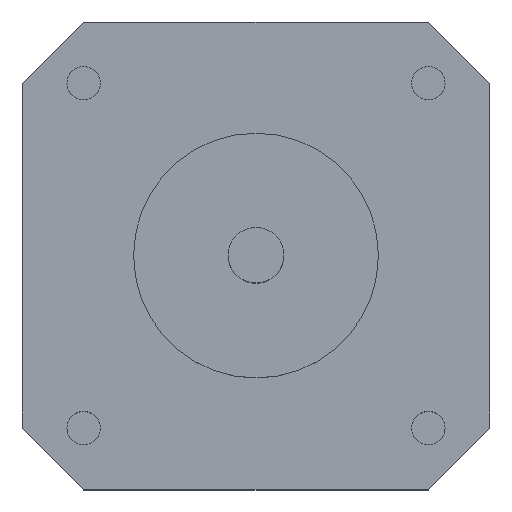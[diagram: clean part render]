
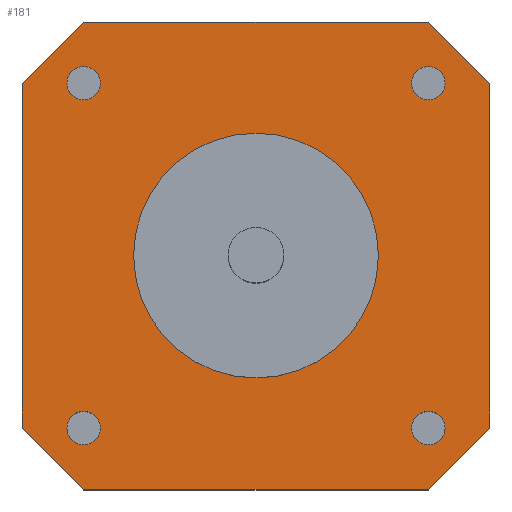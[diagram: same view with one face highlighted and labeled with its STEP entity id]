
A CAD part, top view. The second image highlights one B-rep face of the part: STEP entity #181.
In plain terms, the highlighted planar face has unit normal (0, 0, 1).
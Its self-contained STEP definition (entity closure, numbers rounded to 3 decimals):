
#54 = VERTEX_POINT('',#55);
#55 = CARTESIAN_POINT('',(-15.5,21.,30.));
#61 = EDGE_CURVE('',#54,#62,#64,.T.);
#62 = VERTEX_POINT('',#63);
#63 = CARTESIAN_POINT('',(15.5,21.,30.));
#64 = LINE('',#65,#66);
#65 = CARTESIAN_POINT('',(-21.,21.,30.));
#66 = VECTOR('',#67,1.);
#67 = DIRECTION('',(1.,0.,0.));
#132 = EDGE_CURVE('',#54,#133,#135,.T.);
#133 = VERTEX_POINT('',#134);
#134 = CARTESIAN_POINT('',(-21.,15.5,30.));
#135 = LINE('',#136,#137);
#136 = CARTESIAN_POINT('',(-18.25,18.25,30.));
#137 = VECTOR('',#138,1.);
#138 = DIRECTION('',(-0.707,-0.707,0.));
#181 = ADVANCED_FACE('',(#182,#232,#243,#254,#265),#276,.F.);
#182 = FACE_BOUND('',#183,.F.);
#183 = EDGE_LOOP('',(#184,#185,#193,#201,#209,#217,#225,#231));
#184 = ORIENTED_EDGE('',*,*,#61,.T.);
#185 = ORIENTED_EDGE('',*,*,#186,.T.);
#186 = EDGE_CURVE('',#62,#187,#189,.T.);
#187 = VERTEX_POINT('',#188);
#188 = CARTESIAN_POINT('',(21.,15.5,30.));
#189 = LINE('',#190,#191);
#190 = CARTESIAN_POINT('',(18.25,18.25,30.));
#191 = VECTOR('',#192,1.);
#192 = DIRECTION('',(0.707,-0.707,0.));
#193 = ORIENTED_EDGE('',*,*,#194,.T.);
#194 = EDGE_CURVE('',#187,#195,#197,.T.);
#195 = VERTEX_POINT('',#196);
#196 = CARTESIAN_POINT('',(21.,-15.5,30.));
#197 = LINE('',#198,#199);
#198 = CARTESIAN_POINT('',(21.,21.,30.));
#199 = VECTOR('',#200,1.);
#200 = DIRECTION('',(0.,-1.,0.));
#201 = ORIENTED_EDGE('',*,*,#202,.T.);
#202 = EDGE_CURVE('',#195,#203,#205,.T.);
#203 = VERTEX_POINT('',#204);
#204 = CARTESIAN_POINT('',(15.5,-21.,30.));
#205 = LINE('',#206,#207);
#206 = CARTESIAN_POINT('',(18.25,-18.25,30.));
#207 = VECTOR('',#208,1.);
#208 = DIRECTION('',(-0.707,-0.707,0.));
#209 = ORIENTED_EDGE('',*,*,#210,.T.);
#210 = EDGE_CURVE('',#203,#211,#213,.T.);
#211 = VERTEX_POINT('',#212);
#212 = CARTESIAN_POINT('',(-15.5,-21.,30.));
#213 = LINE('',#214,#215);
#214 = CARTESIAN_POINT('',(21.,-21.,30.));
#215 = VECTOR('',#216,1.);
#216 = DIRECTION('',(-1.,0.,0.));
#217 = ORIENTED_EDGE('',*,*,#218,.F.);
#218 = EDGE_CURVE('',#219,#211,#221,.T.);
#219 = VERTEX_POINT('',#220);
#220 = CARTESIAN_POINT('',(-21.,-15.5,30.));
#221 = LINE('',#222,#223);
#222 = CARTESIAN_POINT('',(-18.25,-18.25,30.));
#223 = VECTOR('',#224,1.);
#224 = DIRECTION('',(0.707,-0.707,0.));
#225 = ORIENTED_EDGE('',*,*,#226,.T.);
#226 = EDGE_CURVE('',#219,#133,#227,.T.);
#227 = LINE('',#228,#229);
#228 = CARTESIAN_POINT('',(-21.,-21.,30.));
#229 = VECTOR('',#230,1.);
#230 = DIRECTION('',(0.,1.,0.));
#231 = ORIENTED_EDGE('',*,*,#132,.F.);
#232 = FACE_BOUND('',#233,.F.);
#233 = EDGE_LOOP('',(#234));
#234 = ORIENTED_EDGE('',*,*,#235,.T.);
#235 = EDGE_CURVE('',#236,#236,#238,.T.);
#236 = VERTEX_POINT('',#237);
#237 = CARTESIAN_POINT('',(-17.,-15.5,30.));
#238 = CIRCLE('',#239,1.5);
#239 = AXIS2_PLACEMENT_3D('',#240,#241,#242);
#240 = CARTESIAN_POINT('',(-15.5,-15.5,30.));
#241 = DIRECTION('',(0.,0.,1.));
#242 = DIRECTION('',(-1.,0.,0.));
#243 = FACE_BOUND('',#244,.F.);
#244 = EDGE_LOOP('',(#245));
#245 = ORIENTED_EDGE('',*,*,#246,.T.);
#246 = EDGE_CURVE('',#247,#247,#249,.T.);
#247 = VERTEX_POINT('',#248);
#248 = CARTESIAN_POINT('',(15.5,-17.,30.));
#249 = CIRCLE('',#250,1.5);
#250 = AXIS2_PLACEMENT_3D('',#251,#252,#253);
#251 = CARTESIAN_POINT('',(15.5,-15.5,30.));
#252 = DIRECTION('',(-0.,0.,1.));
#253 = DIRECTION('',(0.,-1.,0.));
#254 = FACE_BOUND('',#255,.F.);
#255 = EDGE_LOOP('',(#256));
#256 = ORIENTED_EDGE('',*,*,#257,.T.);
#257 = EDGE_CURVE('',#258,#258,#260,.T.);
#258 = VERTEX_POINT('',#259);
#259 = CARTESIAN_POINT('',(17.,15.5,30.));
#260 = CIRCLE('',#261,1.5);
#261 = AXIS2_PLACEMENT_3D('',#262,#263,#264);
#262 = CARTESIAN_POINT('',(15.5,15.5,30.));
#263 = DIRECTION('',(0.,0.,1.));
#264 = DIRECTION('',(1.,0.,0.));
#265 = FACE_BOUND('',#266,.F.);
#266 = EDGE_LOOP('',(#267));
#267 = ORIENTED_EDGE('',*,*,#268,.T.);
#268 = EDGE_CURVE('',#269,#269,#271,.T.);
#269 = VERTEX_POINT('',#270);
#270 = CARTESIAN_POINT('',(-15.5,17.,30.));
#271 = CIRCLE('',#272,1.5);
#272 = AXIS2_PLACEMENT_3D('',#273,#274,#275);
#273 = CARTESIAN_POINT('',(-15.5,15.5,30.));
#274 = DIRECTION('',(0.,-0.,1.));
#275 = DIRECTION('',(0.,1.,0.));
#276 = PLANE('',#277);
#277 = AXIS2_PLACEMENT_3D('',#278,#279,#280);
#278 = CARTESIAN_POINT('',(0.,0.,30.));
#279 = DIRECTION('',(-0.,-0.,-1.));
#280 = DIRECTION('',(-1.,0.,0.));
